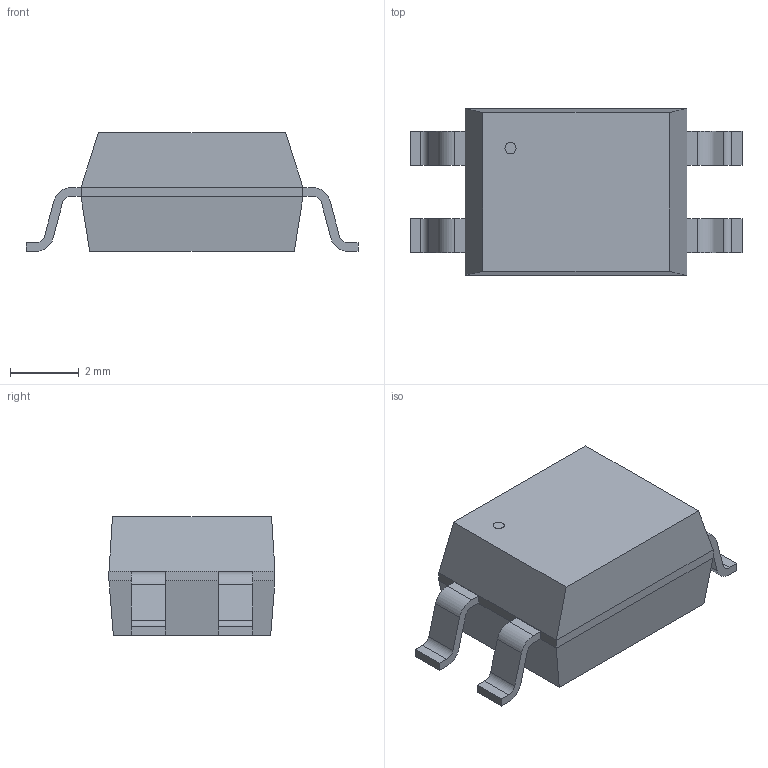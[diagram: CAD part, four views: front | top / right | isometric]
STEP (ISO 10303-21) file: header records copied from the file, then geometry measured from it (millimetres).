
FILE_DESCRIPTION(('STEP AP214'),'1');
FILE_NAME('PAN_AQY21-SO4-M','2020-04-08T13:23:33',(''),(''),'','','');
FILE_SCHEMA(('AUTOMOTIVE_DESIGN'));
Length unit declared in the file: millimetre
Products named in the file (1): product
Bounding box: 9.65 x 4.83 x 3.46 mm (x, y, z)
Volume: 102.2 mm3; surface area: 156.7 mm2
Topology: 6 solids, 6 shells, 73 faces, 175 edges, 114 vertices
Faces by surface type: plane 56, cylinder 17
Full cylindrical faces by diameter (mm): 0.323 x1
Entity records: 2056 total; most frequent: DIRECTION 358, ORIENTED_EDGE 348, CARTESIAN_POINT 207, EDGE_CURVE 174, LINE 140, VECTOR 140, VERTEX_POINT 114, AXIS2_PLACEMENT_3D 109
